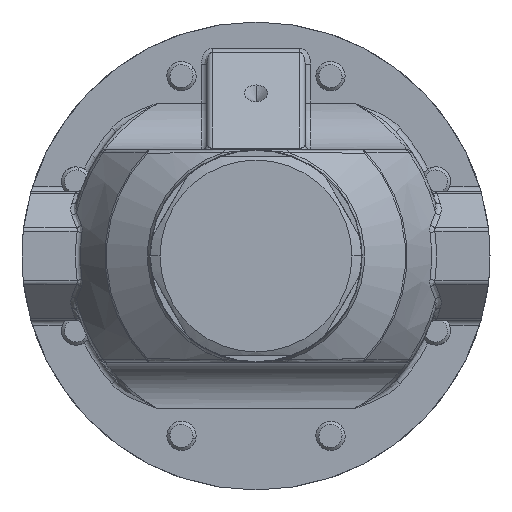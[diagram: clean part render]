
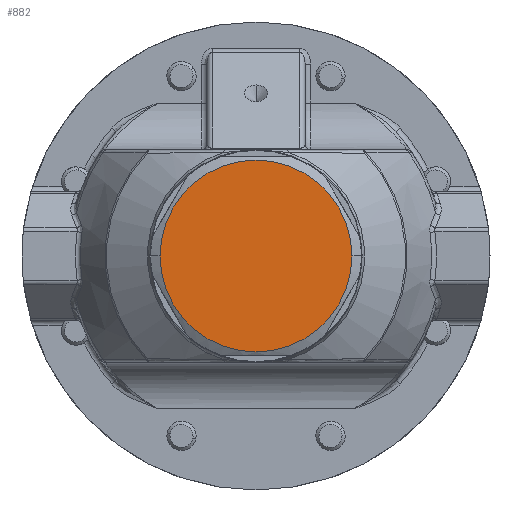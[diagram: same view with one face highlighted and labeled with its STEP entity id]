
A CAD part, front view. The second image highlights one B-rep face of the part: STEP entity #882.
In plain terms, the highlighted planar face has unit normal (0, -1, 0).
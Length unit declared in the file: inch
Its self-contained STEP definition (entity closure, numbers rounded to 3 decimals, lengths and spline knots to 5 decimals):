
#882 = ADVANCED_FACE ( 'NONE', ( #24005 ), #23867, .F. ) ;
#2768 = CARTESIAN_POINT ( 'NONE',  ( -1.22687, -2.532, 0. ) ) ;
#4724 = AXIS2_PLACEMENT_3D ( 'NONE', #18034, #6115, #20028 ) ;
#5443 = AXIS2_PLACEMENT_3D ( 'NONE', #18164, #6260, #20151 ) ;
#6115 = DIRECTION ( 'NONE',  ( 0., -1., 0. ) ) ;
#6260 = DIRECTION ( 'NONE',  ( 0., -1., 0. ) ) ;
#9530 = VERTEX_POINT ( 'NONE', #16009 ) ;
#10630 = ORIENTED_EDGE ( 'NONE', *, *, #21761, .T. ) ;
#11089 = EDGE_LOOP ( 'NONE', ( #17109, #10630 ) ) ;
#13067 = CIRCLE ( 'NONE', #5443, 1.025 ) ;
#13572 = EDGE_CURVE ( 'NONE', #15945, #9530, #13067, .T. ) ;
#15945 = VERTEX_POINT ( 'NONE', #21554 ) ;
#16009 = CARTESIAN_POINT ( 'NONE',  ( -1.025, -2.532, 0. ) ) ;
#17109 = ORIENTED_EDGE ( 'NONE', *, *, #13572, .T. ) ;
#17278 = CIRCLE ( 'NONE', #4724, 1.025 ) ;
#18034 = CARTESIAN_POINT ( 'NONE',  ( 0., -2.532, 0. ) ) ;
#18164 = CARTESIAN_POINT ( 'NONE',  ( 0., -2.532, 0. ) ) ;
#18449 = DIRECTION ( 'NONE',  ( 1., 0., 0. ) ) ;
#20028 = DIRECTION ( 'NONE',  ( -1., 0., 0. ) ) ;
#20102 = DIRECTION ( 'NONE',  ( 0., 1., 0. ) ) ;
#20151 = DIRECTION ( 'NONE',  ( -1., 0., 0. ) ) ;
#21554 = CARTESIAN_POINT ( 'NONE',  ( 1.025, -2.532, 0. ) ) ;
#21761 = EDGE_CURVE ( 'NONE', #9530, #15945, #17278, .T. ) ;
#22832 = AXIS2_PLACEMENT_3D ( 'NONE', #2768, #20102, #18449 ) ;
#23867 = PLANE ( 'NONE',  #22832 ) ;
#24005 = FACE_OUTER_BOUND ( 'NONE', #11089, .T. ) ;
